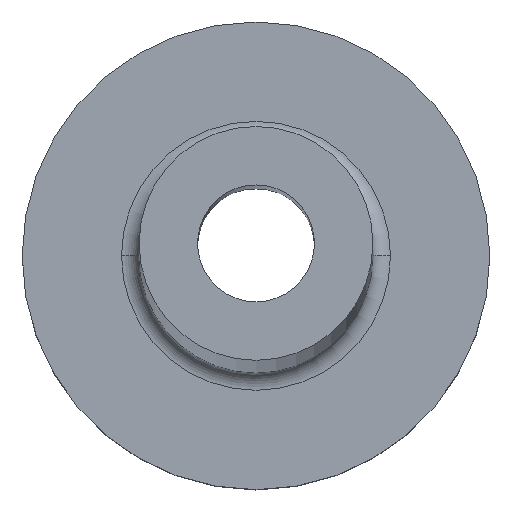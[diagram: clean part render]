
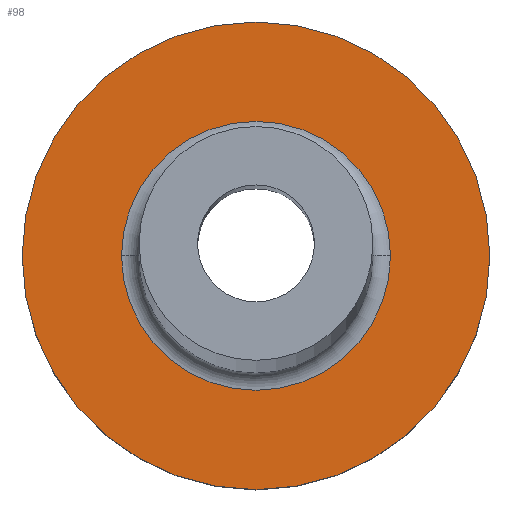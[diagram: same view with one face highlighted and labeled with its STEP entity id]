
A CAD part, top view. The second image highlights one B-rep face of the part: STEP entity #98.
In plain terms, the highlighted planar face has unit normal (0, 0, 1).
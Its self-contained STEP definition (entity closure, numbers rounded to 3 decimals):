
#5 = EDGE_LOOP ( 'NONE', ( #7, #171 ) ) ;
#7 = ORIENTED_EDGE ( 'NONE', *, *, #186, .T. ) ;
#11 = CIRCLE ( 'NONE', #270, 4. ) ;
#12 = AXIS2_PLACEMENT_3D ( 'NONE', #13, #209, #113 ) ;
#13 = CARTESIAN_POINT ( 'NONE',  ( 0., 0., 3. ) ) ;
#22 = EDGE_LOOP ( 'NONE', ( #333, #118 ) ) ;
#33 = CARTESIAN_POINT ( 'NONE',  ( 0., 0., 3. ) ) ;
#69 = DIRECTION ( 'NONE',  ( 0., 0., 1. ) ) ;
#72 = DIRECTION ( 'NONE',  ( 0., 0., 1. ) ) ;
#79 = VERTEX_POINT ( 'NONE', #311 ) ;
#82 = VERTEX_POINT ( 'NONE', #168 ) ;
#95 = CARTESIAN_POINT ( 'NONE',  ( 0., 0., 3. ) ) ;
#97 = DIRECTION ( 'NONE',  ( 1., 0., 0. ) ) ;
#98 = ADVANCED_FACE ( 'NONE', ( #387, #378 ), #129, .T. ) ;
#99 = DIRECTION ( 'NONE',  ( 0., 0., -1. ) ) ;
#103 = DIRECTION ( 'NONE',  ( 1., 0., 0. ) ) ;
#110 = CIRCLE ( 'NONE', #12, 2.3 ) ;
#113 = DIRECTION ( 'NONE',  ( 1., 0., 0. ) ) ;
#118 = ORIENTED_EDGE ( 'NONE', *, *, #147, .T. ) ;
#128 = CIRCLE ( 'NONE', #233, 4. ) ;
#129 = PLANE ( 'NONE',  #234 ) ;
#132 = CARTESIAN_POINT ( 'NONE',  ( 2.3, 0., 3. ) ) ;
#147 = EDGE_CURVE ( 'NONE', #450, #79, #128, .T. ) ;
#168 = CARTESIAN_POINT ( 'NONE',  ( -2.3, 0., 3. ) ) ;
#171 = ORIENTED_EDGE ( 'NONE', *, *, #249, .T. ) ;
#186 = EDGE_CURVE ( 'NONE', #222, #82, #211, .T. ) ;
#207 = CARTESIAN_POINT ( 'NONE',  ( 0., 0., 3. ) ) ;
#209 = DIRECTION ( 'NONE',  ( 0., 0., -1. ) ) ;
#211 = CIRCLE ( 'NONE', #443, 2.3 ) ;
#221 = CARTESIAN_POINT ( 'NONE',  ( 4., 0., 3. ) ) ;
#222 = VERTEX_POINT ( 'NONE', #132 ) ;
#233 = AXIS2_PLACEMENT_3D ( 'NONE', #418, #72, #97 ) ;
#234 = AXIS2_PLACEMENT_3D ( 'NONE', #33, #69, #278 ) ;
#249 = EDGE_CURVE ( 'NONE', #82, #222, #110, .T. ) ;
#250 = DIRECTION ( 'NONE',  ( 0., 0., 1. ) ) ;
#270 = AXIS2_PLACEMENT_3D ( 'NONE', #207, #250, #103 ) ;
#278 = DIRECTION ( 'NONE',  ( 1., 0., 0. ) ) ;
#311 = CARTESIAN_POINT ( 'NONE',  ( -4., 0., 3. ) ) ;
#314 = EDGE_CURVE ( 'NONE', #79, #450, #11, .T. ) ;
#333 = ORIENTED_EDGE ( 'NONE', *, *, #314, .T. ) ;
#378 = FACE_OUTER_BOUND ( 'NONE', #22, .T. ) ;
#384 = DIRECTION ( 'NONE',  ( 1., 0., 0. ) ) ;
#387 = FACE_BOUND ( 'NONE', #5, .T. ) ;
#418 = CARTESIAN_POINT ( 'NONE',  ( 0., 0., 3. ) ) ;
#443 = AXIS2_PLACEMENT_3D ( 'NONE', #95, #99, #384 ) ;
#450 = VERTEX_POINT ( 'NONE', #221 ) ;
